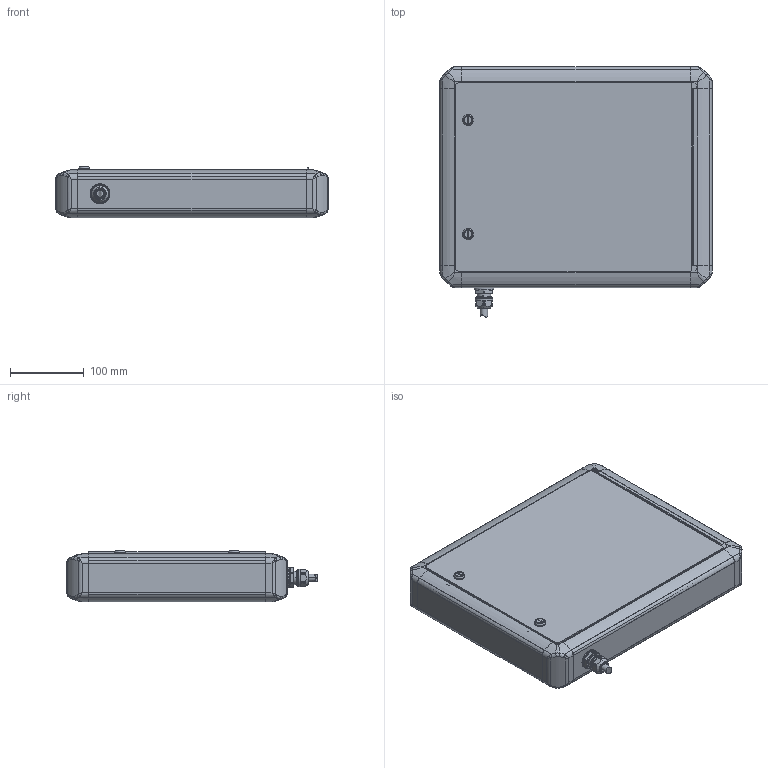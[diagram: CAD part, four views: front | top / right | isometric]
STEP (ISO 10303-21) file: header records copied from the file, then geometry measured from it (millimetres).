
FILE_DESCRIPTION (( 'STEP AP203' ), '1' );
FILE_NAME ('C3C-A04T-STP.step', '2025-06-24T03:18:35', ( '' ), ( '' ), 'SwSTEP 2.0', 'SolidWorks 2020', '' );
FILE_SCHEMA (( 'CONFIG_CONTROL_DESIGN' ));
Length unit declared in the file: millimetre
Products named in the file (7): OA-W1611_ASSY_003F(蹬怮椔); OA-W1611(蹬怮椔); BOX_SET; C3C-A04T-STP; panel_back_set; NUT
Assembly tree (6 placements, depth 4):
  C3C-A04T-STP
    OA-W1611_ASSY_003F(蹬怮椔)
      OA-W1611(蹬怮椔)
        OA-W1611(蹬怮椔)
      NUT
    BOX_SET
    panel_back_set
Bounding box: 370 x 340.35 x 70 mm (x, y, z)
Volume: 528781.7 mm3; surface area: 567132.9 mm2
Topology: 8 solids, 12 shells, 1330 faces, 3514 edges, 2232 vertices
Faces by surface type: plane 634, cylinder 410, bspline 157, cone 97, torus 28, sphere 4
Entity records: 47829 total; most frequent: CARTESIAN_POINT 15295, ORIENTED_EDGE 6996, DIRECTION 6280, EDGE_CURVE 3498, VERTEX_POINT 2232, AXIS2_PLACEMENT_3D 2192, LINE 1896, VECTOR 1896
